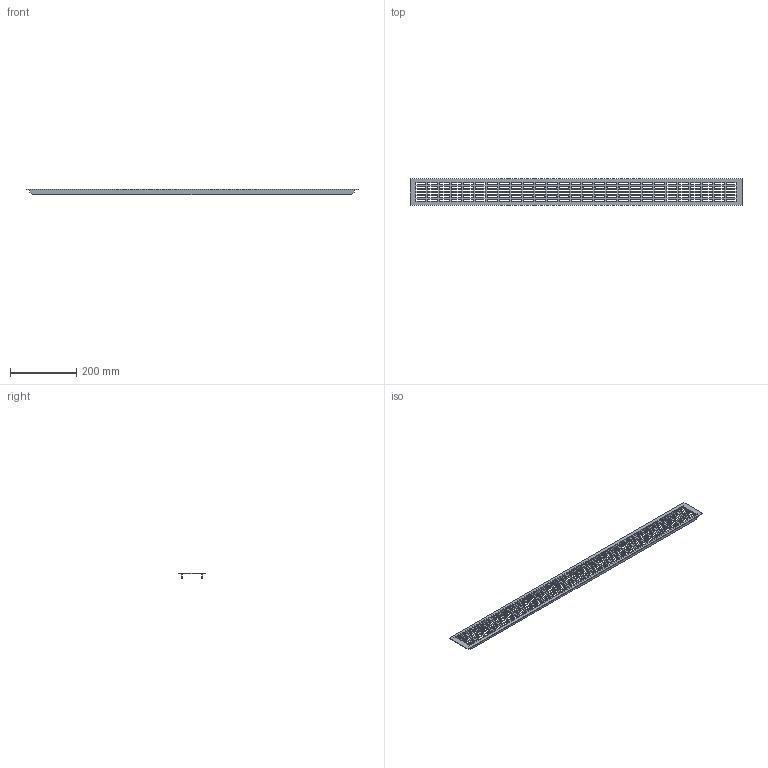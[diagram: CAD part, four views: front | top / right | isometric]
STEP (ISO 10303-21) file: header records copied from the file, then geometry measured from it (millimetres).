
FILE_DESCRIPTION (( 'STEP AP214' ), '1' );
FILE_NAME ('F000962,F000985,F001008_3D.step', '2022-08-15T13:45:14', ( '' ), ( '' ), 'SwSTEP 2.0', 'SolidWorks 2020', '' );
FILE_SCHEMA (( 'AUTOMOTIVE_DESIGN' ));
Length unit declared in the file: millimetre
Products named in the file (1): F000962,F000985,F001008_3D
Bounding box: 1000 x 80 x 16.5 mm (x, y, z)
Volume: 134772.6 mm3; surface area: 180663.4 mm2
Topology: 1 solids, 1 shells, 1316 faces, 3936 edges, 2624 vertices
Faces by surface type: plane 668, cylinder 648
Entity records: 45318 total; most frequent: CARTESIAN_POINT 7877, ORIENTED_EDGE 7872, DIRECTION 7866, EDGE_CURVE 3936, LINE 2640, VECTOR 2640, VERTEX_POINT 2624, AXIS2_PLACEMENT_3D 2613
